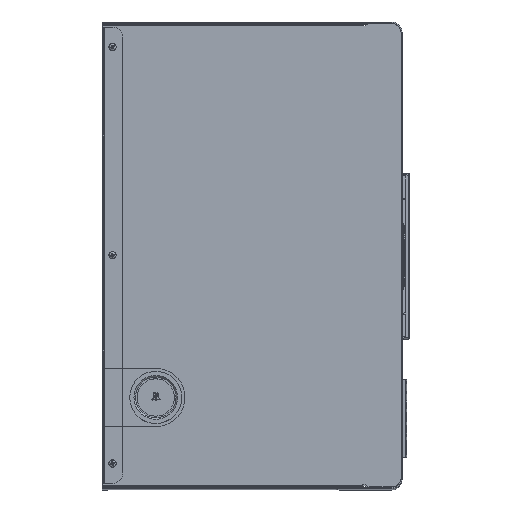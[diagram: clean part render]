
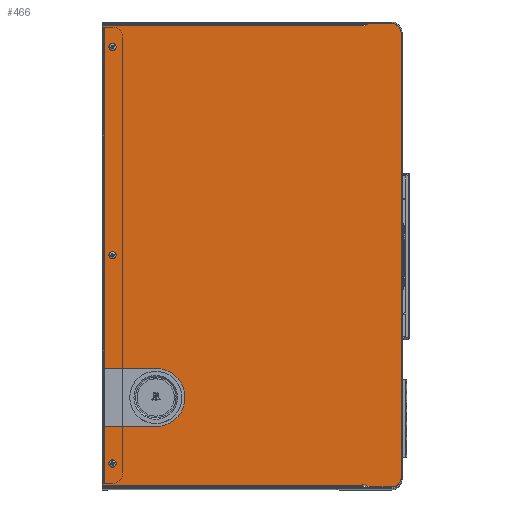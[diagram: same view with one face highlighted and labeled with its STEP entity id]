
A CAD part, top view. The second image highlights one B-rep face of the part: STEP entity #466.
In plain terms, the highlighted planar face has unit normal (0, 0, 1).
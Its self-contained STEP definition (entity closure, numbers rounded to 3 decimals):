
#466=ADVANCED_FACE('',(#36220,#36222,#36224,#36226),#36228,.T.);
#36220=FACE_BOUND('',#36221,.T.);
#36221=EDGE_LOOP('',(#76589,#76590,#76591,#76592,#76593,#76594,#76595,#76596,#76597,
#76598,#76599,#76600,#76601,#76602,#76603,#76604,#76605,#76606,#76607,#76608,#76609,
#76610));
#36222=FACE_BOUND('',#36223,.T.);
#36223=EDGE_LOOP('',(#76611));
#36224=FACE_BOUND('',#36225,.T.);
#36225=EDGE_LOOP('',(#76612));
#36226=FACE_BOUND('',#36227,.T.);
#36227=EDGE_LOOP('',(#76613));
#36228=PLANE('',#36229);
#36229=AXIS2_PLACEMENT_3D('',#36230,#36231,#36232);
#36230=CARTESIAN_POINT('',(287.,214.,396.));
#36231=DIRECTION('',(0.,0.,1.));
#36232=DIRECTION('',(0.,-1.,0.));
#76589=ORIENTED_EDGE('',*,*,#98364,.T.);
#76590=ORIENTED_EDGE('',*,*,#98569,.F.);
#76591=ORIENTED_EDGE('',*,*,#98570,.F.);
#76592=ORIENTED_EDGE('',*,*,#98571,.F.);
#76593=ORIENTED_EDGE('',*,*,#98572,.F.);
#76594=ORIENTED_EDGE('',*,*,#98573,.F.);
#76595=ORIENTED_EDGE('',*,*,#98574,.T.);
#76596=ORIENTED_EDGE('',*,*,#98575,.F.);
#76597=ORIENTED_EDGE('',*,*,#98576,.F.);
#76598=ORIENTED_EDGE('',*,*,#98577,.F.);
#76599=ORIENTED_EDGE('',*,*,#98578,.F.);
#76600=ORIENTED_EDGE('',*,*,#98579,.F.);
#76601=ORIENTED_EDGE('',*,*,#98580,.T.);
#76602=ORIENTED_EDGE('',*,*,#98581,.F.);
#76603=ORIENTED_EDGE('',*,*,#98582,.F.);
#76604=ORIENTED_EDGE('',*,*,#98583,.F.);
#76605=ORIENTED_EDGE('',*,*,#98584,.F.);
#76606=ORIENTED_EDGE('',*,*,#98585,.F.);
#76607=ORIENTED_EDGE('',*,*,#98360,.T.);
#76608=ORIENTED_EDGE('',*,*,#98586,.T.);
#76609=ORIENTED_EDGE('',*,*,#98280,.F.);
#76610=ORIENTED_EDGE('',*,*,#98587,.F.);
#76611=ORIENTED_EDGE('',*,*,#98588,.T.);
#76612=ORIENTED_EDGE('',*,*,#98589,.T.);
#76613=ORIENTED_EDGE('',*,*,#98590,.T.);
#98280=EDGE_CURVE('',#109086,#109088,#109089,.T.);
#98360=EDGE_CURVE('',#109242,#109240,#109243,.T.);
#98364=EDGE_CURVE('',#109250,#109248,#109251,.T.);
#98569=EDGE_CURVE('',#109613,#109248,#109614,.T.);
#98570=EDGE_CURVE('',#109615,#109613,#109616,.T.);
#98571=EDGE_CURVE('',#109617,#109615,#109618,.T.);
#98572=EDGE_CURVE('',#109619,#109617,#109620,.T.);
#98573=EDGE_CURVE('',#109621,#109619,#109622,.T.);
#98574=EDGE_CURVE('',#109621,#109623,#109624,.T.);
#98575=EDGE_CURVE('',#109625,#109623,#109626,.T.);
#98576=EDGE_CURVE('',#109627,#109625,#109628,.T.);
#98577=EDGE_CURVE('',#109629,#109627,#109630,.T.);
#98578=EDGE_CURVE('',#109631,#109629,#109632,.T.);
#98579=EDGE_CURVE('',#109633,#109631,#109634,.T.);
#98580=EDGE_CURVE('',#109633,#109635,#109636,.T.);
#98581=EDGE_CURVE('',#109637,#109635,#109638,.T.);
#98582=EDGE_CURVE('',#109639,#109637,#109640,.T.);
#98583=EDGE_CURVE('',#109641,#109639,#109642,.T.);
#98584=EDGE_CURVE('',#109643,#109641,#109644,.T.);
#98585=EDGE_CURVE('',#109242,#109643,#109645,.T.);
#98586=EDGE_CURVE('',#109240,#109088,#109646,.T.);
#98587=EDGE_CURVE('',#109250,#109086,#109647,.T.);
#98588=EDGE_CURVE('',#109648,#109648,#109649,.T.);
#98589=EDGE_CURVE('',#109650,#109650,#109651,.T.);
#98590=EDGE_CURVE('',#109652,#109652,#109653,.T.);
#109086=VERTEX_POINT('',#127010);
#109088=VERTEX_POINT('',#127014);
#109089=LINE('',#127015,#127016);
#109240=VERTEX_POINT('',#127336);
#109242=VERTEX_POINT('',#127340);
#109243=LINE('',#127341,#127342);
#109248=VERTEX_POINT('',#127352);
#109250=VERTEX_POINT('',#127356);
#109251=LINE('',#127357,#127358);
#109613=VERTEX_POINT('',#128227);
#109614=CIRCLE('',#128228,8.5);
#109615=VERTEX_POINT('',#128232);
#109616=LINE('',#128233,#128234);
#109617=VERTEX_POINT('',#128236);
#109618=CIRCLE('',#128237,9.5);
#109619=VERTEX_POINT('',#128241);
#109620=LINE('',#128242,#128243);
#109621=VERTEX_POINT('',#128245);
#109622=LINE('',#128246,#128247);
#109623=VERTEX_POINT('',#128249);
#109624=LINE('',#128250,#128251);
#109625=VERTEX_POINT('',#128253);
#109626=LINE('',#128254,#128255);
#109627=VERTEX_POINT('',#128257);
#109628=LINE('',#128258,#128259);
#109629=VERTEX_POINT('',#128261);
#109630=CIRCLE('',#128262,28.);
#109631=VERTEX_POINT('',#128266);
#109632=LINE('',#128267,#128268);
#109633=VERTEX_POINT('',#128270);
#109634=LINE('',#128271,#128272);
#109635=VERTEX_POINT('',#128274);
#109636=LINE('',#128275,#128276);
#109637=VERTEX_POINT('',#128278);
#109638=LINE('',#128279,#128280);
#109639=VERTEX_POINT('',#128282);
#109640=LINE('',#128283,#128284);
#109641=VERTEX_POINT('',#128286);
#109642=CIRCLE('',#128287,9.5);
#109643=VERTEX_POINT('',#128291);
#109644=LINE('',#128292,#128293);
#109645=CIRCLE('',#128295,8.5);
#109646=LINE('',#128299,#128300);
#109647=LINE('',#128302,#128303);
#109648=VERTEX_POINT('',#128305);
#109649=CIRCLE('',#128306,3.5);
#109650=VERTEX_POINT('',#128310);
#109651=CIRCLE('',#128311,3.5);
#109652=VERTEX_POINT('',#128315);
#109653=CIRCLE('',#128316,3.5);
#127010=CARTESIAN_POINT('',(288.,214.,396.));
#127014=CARTESIAN_POINT('',(288.,-214.,396.));
#127015=CARTESIAN_POINT('',(288.,214.,396.));
#127016=VECTOR('',#127017,1.);
#127017=DIRECTION('',(0.,-1.,0.));
#127336=CARTESIAN_POINT('',(287.,-214.,396.));
#127340=CARTESIAN_POINT('',(287.,-213.75,396.));
#127341=CARTESIAN_POINT('',(287.,-213.75,396.));
#127342=VECTOR('',#127343,1.);
#127343=DIRECTION('',(0.,-1.,0.));
#127352=CARTESIAN_POINT('',(287.,213.75,396.));
#127356=CARTESIAN_POINT('',(287.,214.,396.));
#127357=CARTESIAN_POINT('',(287.,214.,396.));
#127358=VECTOR('',#127359,1.);
#127359=DIRECTION('',(0.,-1.,0.));
#128227=CARTESIAN_POINT('',(278.5,222.25,396.));
#128228=AXIS2_PLACEMENT_3D('',#128229,#128230,#128231);
#128229=CARTESIAN_POINT('',(278.5,213.75,396.));
#128230=DIRECTION('',(0.,0.,-1.));
#128231=DIRECTION('',(0.,1.,0.));
#128232=CARTESIAN_POINT('',(257.994,222.25,396.));
#128233=CARTESIAN_POINT('',(257.994,222.25,396.));
#128234=VECTOR('',#128235,1.);
#128235=DIRECTION('',(1.,0.,0.));
#128236=CARTESIAN_POINT('',(252.5,220.5,396.));
#128237=AXIS2_PLACEMENT_3D('',#128238,#128239,#128240);
#128238=CARTESIAN_POINT('',(257.994,212.75,396.));
#128239=DIRECTION('',(0.,0.,-1.));
#128240=DIRECTION('',(-0.578,0.816,0.));
#128241=CARTESIAN_POINT('',(250.,220.5,396.));
#128242=CARTESIAN_POINT('',(250.,220.5,396.));
#128243=VECTOR('',#128244,1.);
#128244=DIRECTION('',(1.,0.,0.));
#128245=CARTESIAN_POINT('',(250.,221.,396.));
#128246=CARTESIAN_POINT('',(250.,221.,396.));
#128247=VECTOR('',#128248,1.);
#128248=DIRECTION('',(0.,-1.,0.));
#128249=CARTESIAN_POINT('',(0.,221.,396.));
#128250=CARTESIAN_POINT('',(250.,221.,396.));
#128251=VECTOR('',#128252,1.);
#128252=DIRECTION('',(-1.,0.,0.));
#128253=CARTESIAN_POINT('',(0.,-108.5,396.));
#128254=CARTESIAN_POINT('',(0.,-108.5,396.));
#128255=VECTOR('',#128256,1.);
#128256=DIRECTION('',(0.,1.,0.));
#128257=CARTESIAN_POINT('',(51.5,-108.5,396.));
#128258=CARTESIAN_POINT('',(51.5,-108.5,396.));
#128259=VECTOR('',#128260,1.);
#128260=DIRECTION('',(-1.,0.,0.));
#128261=CARTESIAN_POINT('',(51.5,-164.5,396.));
#128262=AXIS2_PLACEMENT_3D('',#128263,#128264,#128265);
#128263=CARTESIAN_POINT('',(51.5,-136.5,396.));
#128264=DIRECTION('',(0.,0.,1.));
#128265=DIRECTION('',(0.,-1.,0.));
#128266=CARTESIAN_POINT('',(0.,-164.5,396.));
#128267=CARTESIAN_POINT('',(0.,-164.5,396.));
#128268=VECTOR('',#128269,1.);
#128269=DIRECTION('',(1.,0.,0.));
#128270=CARTESIAN_POINT('',(0.,-221.,396.));
#128271=CARTESIAN_POINT('',(0.,-221.,396.));
#128272=VECTOR('',#128273,1.);
#128273=DIRECTION('',(0.,1.,0.));
#128274=CARTESIAN_POINT('',(250.,-221.,396.));
#128275=CARTESIAN_POINT('',(0.,-221.,396.));
#128276=VECTOR('',#128277,1.);
#128277=DIRECTION('',(1.,0.,0.));
#128278=CARTESIAN_POINT('',(250.,-220.5,396.));
#128279=CARTESIAN_POINT('',(250.,-220.5,396.));
#128280=VECTOR('',#128281,1.);
#128281=DIRECTION('',(0.,-1.,0.));
#128282=CARTESIAN_POINT('',(252.5,-220.5,396.));
#128283=CARTESIAN_POINT('',(252.5,-220.5,396.));
#128284=VECTOR('',#128285,1.);
#128285=DIRECTION('',(-1.,0.,0.));
#128286=CARTESIAN_POINT('',(257.994,-222.25,396.));
#128287=AXIS2_PLACEMENT_3D('',#128288,#128289,#128290);
#128288=CARTESIAN_POINT('',(257.994,-212.75,396.));
#128289=DIRECTION('',(0.,0.,-1.));
#128290=DIRECTION('',(0.,-1.,0.));
#128291=CARTESIAN_POINT('',(278.5,-222.25,396.));
#128292=CARTESIAN_POINT('',(278.5,-222.25,396.));
#128293=VECTOR('',#128294,1.);
#128294=DIRECTION('',(-1.,0.,0.));
#128295=AXIS2_PLACEMENT_3D('',#128296,#128297,#128298);
#128296=CARTESIAN_POINT('',(278.5,-213.75,396.));
#128297=DIRECTION('',(0.,0.,-1.));
#128298=DIRECTION('',(1.,0.,0.));
#128299=CARTESIAN_POINT('',(287.,-214.,396.));
#128300=VECTOR('',#128301,1.);
#128301=DIRECTION('',(1.,0.,0.));
#128302=CARTESIAN_POINT('',(287.,214.,396.));
#128303=VECTOR('',#128304,1.);
#128304=DIRECTION('',(1.,0.,0.));
#128305=CARTESIAN_POINT('',(11.243,196.728,396.));
#128306=AXIS2_PLACEMENT_3D('',#128307,#128308,#128309);
#128307=CARTESIAN_POINT('',(10.,200.,396.));
#128308=DIRECTION('',(0.,0.,-1.));
#128309=DIRECTION('',(0.355,-0.935,0.));
#128310=CARTESIAN_POINT('',(11.243,-3.272,396.));
#128311=AXIS2_PLACEMENT_3D('',#128312,#128313,#128314);
#128312=CARTESIAN_POINT('',(10.,0.,396.));
#128313=DIRECTION('',(0.,0.,-1.));
#128314=DIRECTION('',(0.355,-0.935,0.));
#128315=CARTESIAN_POINT('',(11.243,-203.272,396.));
#128316=AXIS2_PLACEMENT_3D('',#128317,#128318,#128319);
#128317=CARTESIAN_POINT('',(10.,-200.,396.));
#128318=DIRECTION('',(0.,0.,-1.));
#128319=DIRECTION('',(0.355,-0.935,0.));
